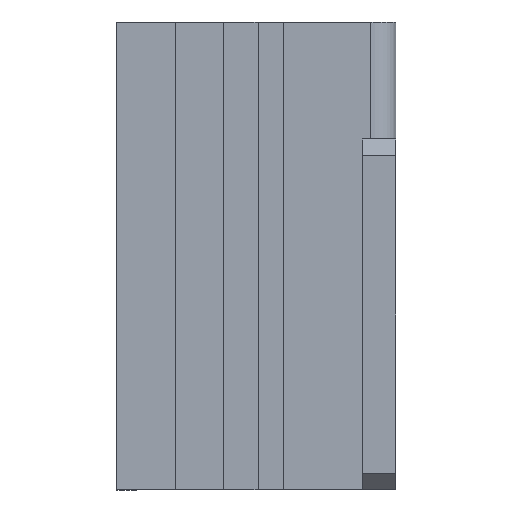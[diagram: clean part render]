
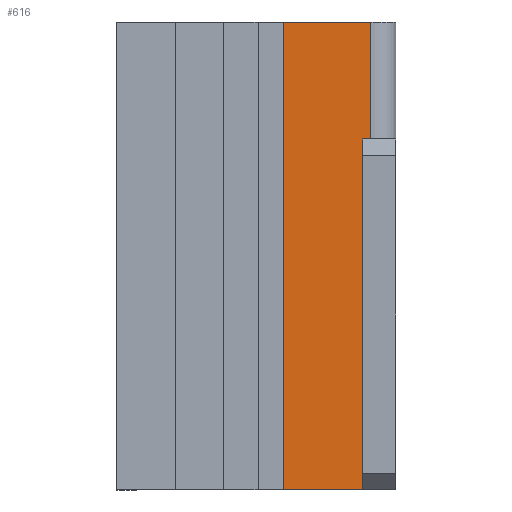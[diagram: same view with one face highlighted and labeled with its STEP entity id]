
A CAD part, left-side view. The second image highlights one B-rep face of the part: STEP entity #616.
In plain terms, the highlighted planar face has unit normal (-1, 0, 0).
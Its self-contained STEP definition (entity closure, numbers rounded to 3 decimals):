
#44 = PLANE('',#45);
#45 = AXIS2_PLACEMENT_3D('',#46,#47,#48);
#46 = CARTESIAN_POINT('',(-68.174,-286.,21.));
#47 = DIRECTION('',(0.,1.,0.));
#48 = DIRECTION('',(-1.,0.,0.));
#72 = PLANE('',#73);
#73 = AXIS2_PLACEMENT_3D('',#74,#75,#76);
#74 = CARTESIAN_POINT('',(-67.5,-288.,42.));
#75 = DIRECTION('',(0.,0.,1.));
#76 = DIRECTION('',(0.,-1.,0.));
#143 = VERTEX_POINT('',#144);
#144 = CARTESIAN_POINT('',(-48.,-286.,42.));
#165 = EDGE_CURVE('',#143,#166,#168,.T.);
#166 = VERTEX_POINT('',#167);
#167 = CARTESIAN_POINT('',(-48.,-286.,0.));
#168 = SURFACE_CURVE('',#169,(#173,#179),.PCURVE_S1.);
#169 = LINE('',#170,#171);
#170 = CARTESIAN_POINT('',(-48.,-286.,10.5));
#171 = VECTOR('',#172,1.);
#172 = DIRECTION('',(0.,0.,-1.));
#173 = PCURVE('',#44,#174);
#174 = DEFINITIONAL_REPRESENTATION('',(#175),#178);
#175 = B_SPLINE_CURVE_WITH_KNOTS('',1,(#176,#177),.UNSPECIFIED.,.F.,.F.,
  (2,2),(-31.5,10.5),.PIECEWISE_BEZIER_KNOTS.);
#176 = CARTESIAN_POINT('',(-20.174,21.));
#177 = CARTESIAN_POINT('',(-20.174,-21.));
#178 = ( GEOMETRIC_REPRESENTATION_CONTEXT(2) 
PARAMETRIC_REPRESENTATION_CONTEXT() REPRESENTATION_CONTEXT('2D SPACE',''
  ) );
#179 = PCURVE('',#180,#185);
#180 = PLANE('',#181);
#181 = AXIS2_PLACEMENT_3D('',#182,#183,#184);
#182 = CARTESIAN_POINT('',(-48.,-276.5,0.));
#183 = DIRECTION('',(1.,0.,0.));
#184 = DIRECTION('',(0.,-1.,0.));
#185 = DEFINITIONAL_REPRESENTATION('',(#186),#189);
#186 = B_SPLINE_CURVE_WITH_KNOTS('',1,(#187,#188),.UNSPECIFIED.,.F.,.F.,
  (2,2),(-31.5,10.5),.PIECEWISE_BEZIER_KNOTS.);
#187 = CARTESIAN_POINT('',(9.5,-42.));
#188 = CARTESIAN_POINT('',(9.5,0.));
#189 = ( GEOMETRIC_REPRESENTATION_CONTEXT(2) 
PARAMETRIC_REPRESENTATION_CONTEXT() REPRESENTATION_CONTEXT('2D SPACE',''
  ) );
#207 = PLANE('',#208);
#208 = AXIS2_PLACEMENT_3D('',#209,#210,#211);
#209 = CARTESIAN_POINT('',(-36.275,-279.528,
    0.));
#210 = DIRECTION('',(0.,0.,-1.));
#211 = DIRECTION('',(-1.,0.,0.));
#472 = VERTEX_POINT('',#473);
#473 = CARTESIAN_POINT('',(-48.,-287.,42.));
#488 = CYLINDRICAL_SURFACE('',#489,3.);
#489 = AXIS2_PLACEMENT_3D('',#490,#491,#492);
#490 = CARTESIAN_POINT('',(-45.,-287.,0.));
#491 = DIRECTION('',(0.,0.,1.));
#492 = DIRECTION('',(-1.,0.,0.));
#500 = EDGE_CURVE('',#472,#143,#501,.T.);
#501 = SURFACE_CURVE('',#502,(#506,#512),.PCURVE_S1.);
#502 = LINE('',#503,#504);
#503 = CARTESIAN_POINT('',(-48.,-282.25,42.));
#504 = VECTOR('',#505,1.);
#505 = DIRECTION('',(0.,1.,0.));
#506 = PCURVE('',#72,#507);
#507 = DEFINITIONAL_REPRESENTATION('',(#508),#511);
#508 = B_SPLINE_CURVE_WITH_KNOTS('',1,(#509,#510),.UNSPECIFIED.,.F.,.F.,
  (2,2),(-4.75,-3.75),.PIECEWISE_BEZIER_KNOTS.);
#509 = CARTESIAN_POINT('',(-1.,19.5));
#510 = CARTESIAN_POINT('',(-2.,19.5));
#511 = ( GEOMETRIC_REPRESENTATION_CONTEXT(2) 
PARAMETRIC_REPRESENTATION_CONTEXT() REPRESENTATION_CONTEXT('2D SPACE',''
  ) );
#512 = PCURVE('',#180,#513);
#513 = DEFINITIONAL_REPRESENTATION('',(#514),#517);
#514 = B_SPLINE_CURVE_WITH_KNOTS('',1,(#515,#516),.UNSPECIFIED.,.F.,.F.,
  (2,2),(-4.75,-3.75),.PIECEWISE_BEZIER_KNOTS.);
#515 = CARTESIAN_POINT('',(10.5,-42.));
#516 = CARTESIAN_POINT('',(9.5,-42.));
#517 = ( GEOMETRIC_REPRESENTATION_CONTEXT(2) 
PARAMETRIC_REPRESENTATION_CONTEXT() REPRESENTATION_CONTEXT('2D SPACE',''
  ) );
#616 = ADVANCED_FACE('',(#617),#180,.F.);
#617 = FACE_BOUND('',#618,.F.);
#618 = EDGE_LOOP('',(#619,#642,#670,#698,#719,#720));
#619 = ORIENTED_EDGE('',*,*,#620,.F.);
#620 = EDGE_CURVE('',#621,#166,#623,.T.);
#621 = VERTEX_POINT('',#622);
#622 = CARTESIAN_POINT('',(-48.,-276.5,0.));
#623 = SURFACE_CURVE('',#624,(#628,#635),.PCURVE_S1.);
#624 = LINE('',#625,#626);
#625 = CARTESIAN_POINT('',(-48.,-276.5,0.));
#626 = VECTOR('',#627,1.);
#627 = DIRECTION('',(0.,-1.,0.));
#628 = PCURVE('',#180,#629);
#629 = DEFINITIONAL_REPRESENTATION('',(#630),#634);
#630 = LINE('',#631,#632);
#631 = CARTESIAN_POINT('',(0.,0.));
#632 = VECTOR('',#633,1.);
#633 = DIRECTION('',(1.,0.));
#634 = ( GEOMETRIC_REPRESENTATION_CONTEXT(2) 
PARAMETRIC_REPRESENTATION_CONTEXT() REPRESENTATION_CONTEXT('2D SPACE',''
  ) );
#635 = PCURVE('',#207,#636);
#636 = DEFINITIONAL_REPRESENTATION('',(#637),#641);
#637 = LINE('',#638,#639);
#638 = CARTESIAN_POINT('',(11.725,3.028));
#639 = VECTOR('',#640,1.);
#640 = DIRECTION('',(0.,-1.));
#641 = ( GEOMETRIC_REPRESENTATION_CONTEXT(2) 
PARAMETRIC_REPRESENTATION_CONTEXT() REPRESENTATION_CONTEXT('2D SPACE',''
  ) );
#642 = ORIENTED_EDGE('',*,*,#643,.T.);
#643 = EDGE_CURVE('',#621,#644,#646,.T.);
#644 = VERTEX_POINT('',#645);
#645 = CARTESIAN_POINT('',(-48.,-276.5,56.));
#646 = SURFACE_CURVE('',#647,(#651,#658),.PCURVE_S1.);
#647 = LINE('',#648,#649);
#648 = CARTESIAN_POINT('',(-48.,-276.5,0.));
#649 = VECTOR('',#650,1.);
#650 = DIRECTION('',(0.,0.,1.));
#651 = PCURVE('',#180,#652);
#652 = DEFINITIONAL_REPRESENTATION('',(#653),#657);
#653 = LINE('',#654,#655);
#654 = CARTESIAN_POINT('',(0.,0.));
#655 = VECTOR('',#656,1.);
#656 = DIRECTION('',(0.,-1.));
#657 = ( GEOMETRIC_REPRESENTATION_CONTEXT(2) 
PARAMETRIC_REPRESENTATION_CONTEXT() REPRESENTATION_CONTEXT('2D SPACE',''
  ) );
#658 = PCURVE('',#659,#664);
#659 = PLANE('',#660);
#660 = AXIS2_PLACEMENT_3D('',#661,#662,#663);
#661 = CARTESIAN_POINT('',(-40.9,-276.5,0.));
#662 = DIRECTION('',(0.,-1.,0.));
#663 = DIRECTION('',(-1.,0.,0.));
#664 = DEFINITIONAL_REPRESENTATION('',(#665),#669);
#665 = LINE('',#666,#667);
#666 = CARTESIAN_POINT('',(7.1,0.));
#667 = VECTOR('',#668,1.);
#668 = DIRECTION('',(0.,-1.));
#669 = ( GEOMETRIC_REPRESENTATION_CONTEXT(2) 
PARAMETRIC_REPRESENTATION_CONTEXT() REPRESENTATION_CONTEXT('2D SPACE',''
  ) );
#670 = ORIENTED_EDGE('',*,*,#671,.T.);
#671 = EDGE_CURVE('',#644,#672,#674,.T.);
#672 = VERTEX_POINT('',#673);
#673 = CARTESIAN_POINT('',(-48.,-287.,56.));
#674 = SURFACE_CURVE('',#675,(#679,#686),.PCURVE_S1.);
#675 = LINE('',#676,#677);
#676 = CARTESIAN_POINT('',(-48.,-276.5,56.));
#677 = VECTOR('',#678,1.);
#678 = DIRECTION('',(0.,-1.,0.));
#679 = PCURVE('',#180,#680);
#680 = DEFINITIONAL_REPRESENTATION('',(#681),#685);
#681 = LINE('',#682,#683);
#682 = CARTESIAN_POINT('',(0.,-56.));
#683 = VECTOR('',#684,1.);
#684 = DIRECTION('',(1.,0.));
#685 = ( GEOMETRIC_REPRESENTATION_CONTEXT(2) 
PARAMETRIC_REPRESENTATION_CONTEXT() REPRESENTATION_CONTEXT('2D SPACE',''
  ) );
#686 = PCURVE('',#687,#692);
#687 = PLANE('',#688);
#688 = AXIS2_PLACEMENT_3D('',#689,#690,#691);
#689 = CARTESIAN_POINT('',(-20.026,-275.486,56.));
#690 = DIRECTION('',(0.,0.,1.));
#691 = DIRECTION('',(1.,0.,0.));
#692 = DEFINITIONAL_REPRESENTATION('',(#693),#697);
#693 = LINE('',#694,#695);
#694 = CARTESIAN_POINT('',(-27.974,-1.014));
#695 = VECTOR('',#696,1.);
#696 = DIRECTION('',(0.,-1.));
#697 = ( GEOMETRIC_REPRESENTATION_CONTEXT(2) 
PARAMETRIC_REPRESENTATION_CONTEXT() REPRESENTATION_CONTEXT('2D SPACE',''
  ) );
#698 = ORIENTED_EDGE('',*,*,#699,.F.);
#699 = EDGE_CURVE('',#472,#672,#700,.T.);
#700 = SURFACE_CURVE('',#701,(#705,#712),.PCURVE_S1.);
#701 = LINE('',#702,#703);
#702 = CARTESIAN_POINT('',(-48.,-287.,0.));
#703 = VECTOR('',#704,1.);
#704 = DIRECTION('',(0.,0.,1.));
#705 = PCURVE('',#180,#706);
#706 = DEFINITIONAL_REPRESENTATION('',(#707),#711);
#707 = LINE('',#708,#709);
#708 = CARTESIAN_POINT('',(10.5,0.));
#709 = VECTOR('',#710,1.);
#710 = DIRECTION('',(0.,-1.));
#711 = ( GEOMETRIC_REPRESENTATION_CONTEXT(2) 
PARAMETRIC_REPRESENTATION_CONTEXT() REPRESENTATION_CONTEXT('2D SPACE',''
  ) );
#712 = PCURVE('',#488,#713);
#713 = DEFINITIONAL_REPRESENTATION('',(#714),#718);
#714 = LINE('',#715,#716);
#715 = CARTESIAN_POINT('',(0.,0.));
#716 = VECTOR('',#717,1.);
#717 = DIRECTION('',(0.,1.));
#718 = ( GEOMETRIC_REPRESENTATION_CONTEXT(2) 
PARAMETRIC_REPRESENTATION_CONTEXT() REPRESENTATION_CONTEXT('2D SPACE',''
  ) );
#719 = ORIENTED_EDGE('',*,*,#500,.T.);
#720 = ORIENTED_EDGE('',*,*,#165,.T.);
